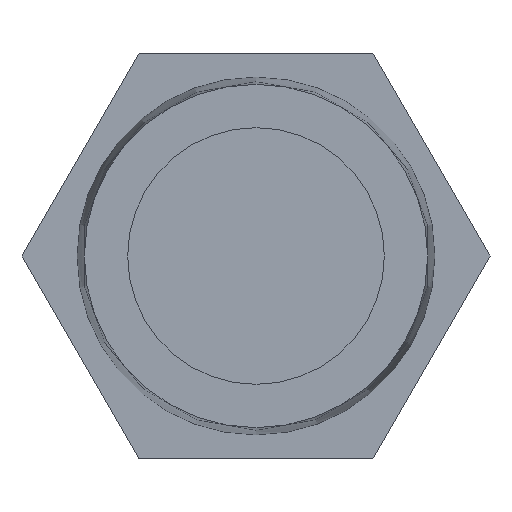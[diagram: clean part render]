
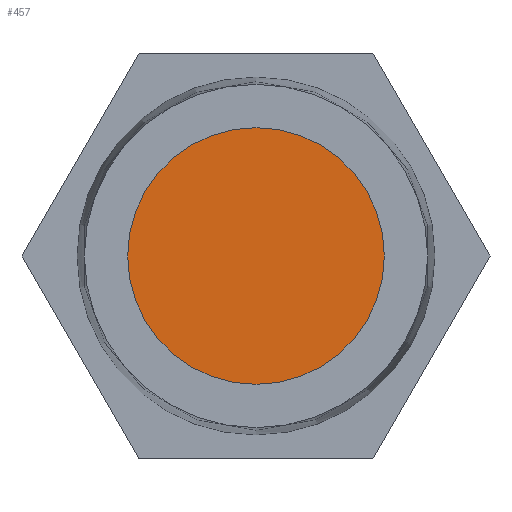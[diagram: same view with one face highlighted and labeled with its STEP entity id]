
A CAD part, front view. The second image highlights one B-rep face of the part: STEP entity #457.
In plain terms, the highlighted planar face has unit normal (0, -1, 0).
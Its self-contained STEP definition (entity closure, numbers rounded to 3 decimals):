
#117=ORIENTED_EDGE('',*,*,#155,.T.);
#155=EDGE_CURVE('',#181,#181,#195,.T.);
#181=VERTEX_POINT('',#658);
#195=CIRCLE('',#490,10.75);
#225=EDGE_LOOP('',(#117));
#261=FACE_BOUND('',#225,.T.);
#283=PLANE('',#494);
#457=ADVANCED_FACE('',(#261),#283,.T.);
#490=AXIS2_PLACEMENT_3D('',#657,#567,#568);
#494=AXIS2_PLACEMENT_3D('',#663,#575,#576);
#567=DIRECTION('',(0.,-1.,0.));
#568=DIRECTION('',(0.,0.,-1.));
#575=DIRECTION('',(0.,-1.,0.));
#576=DIRECTION('',(1.,0.,0.));
#657=CARTESIAN_POINT('',(0.,12.5,0.));
#658=CARTESIAN_POINT('',(0.,12.5,-10.75));
#663=CARTESIAN_POINT('',(0.,12.5,0.));
